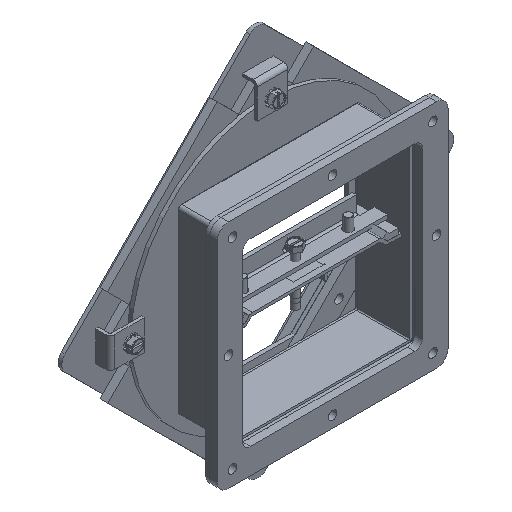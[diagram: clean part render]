
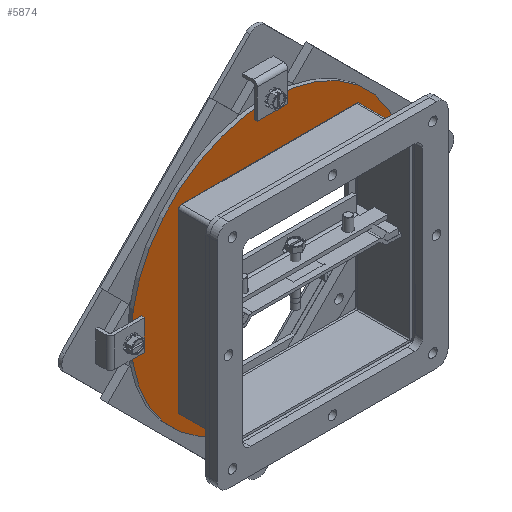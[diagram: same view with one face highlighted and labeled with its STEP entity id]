
A CAD part, isometric view. The second image highlights one B-rep face of the part: STEP entity #5874.
In plain terms, the highlighted planar face has unit normal (0, -1, 0).
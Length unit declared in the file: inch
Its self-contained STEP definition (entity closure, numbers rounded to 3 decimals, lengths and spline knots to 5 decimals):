
#531 = DIRECTION ( 'NONE',  ( 1., 0., 0. ) ) ;
#728 = VERTEX_POINT ( 'NONE', #23623 ) ;
#797 = VERTEX_POINT ( 'NONE', #13010 ) ;
#951 = CARTESIAN_POINT ( 'NONE',  ( -2.9845, 0.859, -2.9225 ) ) ;
#1526 = VERTEX_POINT ( 'NONE', #16197 ) ;
#1773 = VERTEX_POINT ( 'NONE', #3735 ) ;
#2288 = ORIENTED_EDGE ( 'NONE', *, *, #9909, .T. ) ;
#2423 = VERTEX_POINT ( 'NONE', #951 ) ;
#2710 = CARTESIAN_POINT ( 'NONE',  ( -2.9225, 0.859, 2.9225 ) ) ;
#2742 = CARTESIAN_POINT ( 'NONE',  ( 4.5625, 0.859, 0. ) ) ;
#3009 = CARTESIAN_POINT ( 'NONE',  ( -2.9845, 0.859, 2.9845 ) ) ;
#3076 = DIRECTION ( 'NONE',  ( 1., 0., 0. ) ) ;
#3209 = LINE ( 'NONE', #18293, #23696 ) ;
#3247 = DIRECTION ( 'NONE',  ( 0., 0., 1. ) ) ;
#3371 = EDGE_LOOP ( 'NONE', ( #12451 ) ) ;
#3416 = AXIS2_PLACEMENT_3D ( 'NONE', #21562, #6125, #531 ) ;
#3574 = VERTEX_POINT ( 'NONE', #19670 ) ;
#3735 = CARTESIAN_POINT ( 'NONE',  ( -2.9845, 0.859, 2.9225 ) ) ;
#4328 = EDGE_CURVE ( 'NONE', #15881, #797, #24507, .T. ) ;
#4424 = CIRCLE ( 'NONE', #5636, 0.062 ) ;
#4535 = CARTESIAN_POINT ( 'NONE',  ( 2.9845, 0.859, -2.9845 ) ) ;
#5636 = AXIS2_PLACEMENT_3D ( 'NONE', #11965, #19583, #15721 ) ;
#5874 = ADVANCED_FACE ( 'NONE', ( #16415, #8818 ), #14540, .F. ) ;
#5899 = EDGE_CURVE ( 'NONE', #3574, #2423, #4424, .T. ) ;
#6125 = DIRECTION ( 'NONE',  ( 0., 1., 0. ) ) ;
#6196 = ORIENTED_EDGE ( 'NONE', *, *, #5899, .T. ) ;
#7510 = EDGE_CURVE ( 'NONE', #728, #11746, #15209, .T. ) ;
#7804 = EDGE_CURVE ( 'NONE', #797, #3574, #3209, .T. ) ;
#7977 = CARTESIAN_POINT ( 'NONE',  ( 2.9225, 0.859, 2.9225 ) ) ;
#8030 = CIRCLE ( 'NONE', #20763, 0.062 ) ;
#8155 = LINE ( 'NONE', #4535, #22798 ) ;
#8634 = EDGE_LOOP ( 'NONE', ( #22497, #19482, #22489, #2288, #23471, #11515, #6196, #15382 ) ) ;
#8684 = DIRECTION ( 'NONE',  ( 0., 1., 0. ) ) ;
#8818 = FACE_BOUND ( 'NONE', #8634, .T. ) ;
#9213 = AXIS2_PLACEMENT_3D ( 'NONE', #21437, #22025, #3076 ) ;
#9230 = CARTESIAN_POINT ( 'NONE',  ( 2.9845, 0.859, 2.9845 ) ) ;
#9909 = EDGE_CURVE ( 'NONE', #1526, #15881, #8155, .T. ) ;
#11515 = ORIENTED_EDGE ( 'NONE', *, *, #7804, .T. ) ;
#11746 = VERTEX_POINT ( 'NONE', #17443 ) ;
#11953 = CIRCLE ( 'NONE', #17947, 0.062 ) ;
#11965 = CARTESIAN_POINT ( 'NONE',  ( -2.9225, 0.859, -2.9225 ) ) ;
#12451 = ORIENTED_EDGE ( 'NONE', *, *, #21493, .F. ) ;
#13010 = CARTESIAN_POINT ( 'NONE',  ( 2.9225, 0.859, -2.9845 ) ) ;
#13186 = CIRCLE ( 'NONE', #15180, 4.5625 ) ;
#13309 = VECTOR ( 'NONE', #3247, 39.37008 ) ;
#14540 = PLANE ( 'NONE',  #9213 ) ;
#15063 = CARTESIAN_POINT ( 'NONE',  ( 0., 0.859, 0. ) ) ;
#15180 = AXIS2_PLACEMENT_3D ( 'NONE', #15063, #24521, #20548 ) ;
#15209 = LINE ( 'NONE', #9230, #15352 ) ;
#15352 = VECTOR ( 'NONE', #24411, 39.37008 ) ;
#15382 = ORIENTED_EDGE ( 'NONE', *, *, #19906, .T. ) ;
#15721 = DIRECTION ( 'NONE',  ( 1., 0., 0. ) ) ;
#15881 = VERTEX_POINT ( 'NONE', #16060 ) ;
#16060 = CARTESIAN_POINT ( 'NONE',  ( 2.9845, 0.859, -2.9225 ) ) ;
#16197 = CARTESIAN_POINT ( 'NONE',  ( 2.9845, 0.859, 2.9225 ) ) ;
#16415 = FACE_OUTER_BOUND ( 'NONE', #3371, .T. ) ;
#17443 = CARTESIAN_POINT ( 'NONE',  ( 2.9225, 0.859, 2.9845 ) ) ;
#17708 = DIRECTION ( 'NONE',  ( 1., 0., 0. ) ) ;
#17947 = AXIS2_PLACEMENT_3D ( 'NONE', #2710, #8684, #21522 ) ;
#18293 = CARTESIAN_POINT ( 'NONE',  ( -2.9845, 0.859, -2.9845 ) ) ;
#19482 = ORIENTED_EDGE ( 'NONE', *, *, #7510, .T. ) ;
#19583 = DIRECTION ( 'NONE',  ( 0., 1., 0. ) ) ;
#19670 = CARTESIAN_POINT ( 'NONE',  ( -2.9225, 0.859, -2.9845 ) ) ;
#19906 = EDGE_CURVE ( 'NONE', #2423, #1773, #20083, .T. ) ;
#19922 = DIRECTION ( 'NONE',  ( -1., 0., 0. ) ) ;
#20083 = LINE ( 'NONE', #3009, #13309 ) ;
#20149 = EDGE_CURVE ( 'NONE', #11746, #1526, #8030, .T. ) ;
#20548 = DIRECTION ( 'NONE',  ( 1., 0., 0. ) ) ;
#20688 = EDGE_CURVE ( 'NONE', #1773, #728, #11953, .T. ) ;
#20763 = AXIS2_PLACEMENT_3D ( 'NONE', #7977, #23180, #17708 ) ;
#21437 = CARTESIAN_POINT ( 'NONE',  ( 0., 0.859, 0. ) ) ;
#21472 = DIRECTION ( 'NONE',  ( 0., 0., -1. ) ) ;
#21493 = EDGE_CURVE ( 'NONE', #22160, #22160, #13186, .T. ) ;
#21522 = DIRECTION ( 'NONE',  ( 1., 0., 0. ) ) ;
#21562 = CARTESIAN_POINT ( 'NONE',  ( 2.9225, 0.859, -2.9225 ) ) ;
#22025 = DIRECTION ( 'NONE',  ( 0., 1., 0. ) ) ;
#22160 = VERTEX_POINT ( 'NONE', #2742 ) ;
#22489 = ORIENTED_EDGE ( 'NONE', *, *, #20149, .T. ) ;
#22497 = ORIENTED_EDGE ( 'NONE', *, *, #20688, .T. ) ;
#22798 = VECTOR ( 'NONE', #21472, 39.37008 ) ;
#23180 = DIRECTION ( 'NONE',  ( 0., 1., 0. ) ) ;
#23471 = ORIENTED_EDGE ( 'NONE', *, *, #4328, .T. ) ;
#23623 = CARTESIAN_POINT ( 'NONE',  ( -2.9225, 0.859, 2.9845 ) ) ;
#23696 = VECTOR ( 'NONE', #19922, 39.37008 ) ;
#24411 = DIRECTION ( 'NONE',  ( 1., 0., 0. ) ) ;
#24507 = CIRCLE ( 'NONE', #3416, 0.062 ) ;
#24521 = DIRECTION ( 'NONE',  ( 0., 1., 0. ) ) ;
